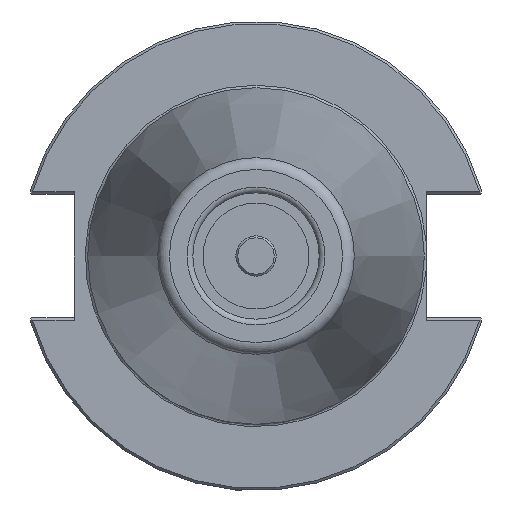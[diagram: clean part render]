
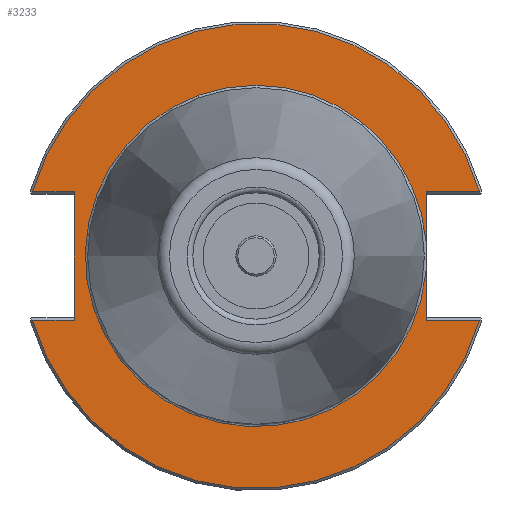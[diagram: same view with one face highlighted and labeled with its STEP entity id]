
A CAD part, left-side view. The second image highlights one B-rep face of the part: STEP entity #3233.
In plain terms, the highlighted planar face has unit normal (-1, 0, 0).
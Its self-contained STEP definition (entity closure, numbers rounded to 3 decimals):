
#123=PLANE('',#3521);
#276=LINE('',#5103,#548);
#284=LINE('',#5145,#556);
#285=LINE('',#5150,#557);
#286=LINE('',#5152,#558);
#287=LINE('',#5153,#559);
#288=LINE('',#5155,#560);
#289=LINE('',#5160,#561);
#548=VECTOR('',#4038,10.);
#556=VECTOR('',#4060,10.);
#557=VECTOR('',#4065,10.);
#558=VECTOR('',#4066,10.);
#559=VECTOR('',#4067,10.);
#560=VECTOR('',#4068,10.);
#561=VECTOR('',#4073,10.);
#852=FACE_OUTER_BOUND('',#1054,.T.);
#1054=EDGE_LOOP('',(#2469,#2470,#2471,#2472,#2473,#2474,#2475,#2476,#2477,
#2478,#2479));
#1295=CIRCLE('',#3519,48.25);
#1296=CIRCLE('',#3522,48.25);
#1297=CIRCLE('',#3523,35.429);
#1298=CIRCLE('',#3524,35.429);
#1495=VERTEX_POINT('',#5098);
#1496=VERTEX_POINT('',#5102);
#1504=VERTEX_POINT('',#5127);
#1505=VERTEX_POINT('',#5131);
#1508=VERTEX_POINT('',#5143);
#1509=VERTEX_POINT('',#5147);
#1510=VERTEX_POINT('',#5149);
#1511=VERTEX_POINT('',#5151);
#1512=VERTEX_POINT('',#5154);
#1513=VERTEX_POINT('',#5156);
#1514=VERTEX_POINT('',#5158);
#1850=EDGE_CURVE('',#1495,#1496,#276,.T.);
#1861=EDGE_CURVE('',#1504,#1505,#1295,.T.);
#1866=EDGE_CURVE('',#1508,#1504,#284,.T.);
#1867=EDGE_CURVE('',#1509,#1495,#1296,.T.);
#1868=EDGE_CURVE('',#1510,#1509,#285,.T.);
#1869=EDGE_CURVE('',#1510,#1511,#286,.T.);
#1870=EDGE_CURVE('',#1505,#1511,#287,.T.);
#1871=EDGE_CURVE('',#1508,#1512,#288,.T.);
#1872=EDGE_CURVE('',#1512,#1513,#1297,.T.);
#1873=EDGE_CURVE('',#1513,#1514,#1298,.T.);
#1874=EDGE_CURVE('',#1514,#1496,#289,.T.);
#2469=ORIENTED_EDGE('',*,*,#1850,.F.);
#2470=ORIENTED_EDGE('',*,*,#1867,.F.);
#2471=ORIENTED_EDGE('',*,*,#1868,.F.);
#2472=ORIENTED_EDGE('',*,*,#1869,.T.);
#2473=ORIENTED_EDGE('',*,*,#1870,.F.);
#2474=ORIENTED_EDGE('',*,*,#1861,.F.);
#2475=ORIENTED_EDGE('',*,*,#1866,.F.);
#2476=ORIENTED_EDGE('',*,*,#1871,.T.);
#2477=ORIENTED_EDGE('',*,*,#1872,.T.);
#2478=ORIENTED_EDGE('',*,*,#1873,.T.);
#2479=ORIENTED_EDGE('',*,*,#1874,.T.);
#3233=ADVANCED_FACE('',(#852),#123,.T.);
#3519=AXIS2_PLACEMENT_3D('',#5132,#4054,#4055);
#3521=AXIS2_PLACEMENT_3D('',#5146,#4061,#4062);
#3522=AXIS2_PLACEMENT_3D('',#5148,#4063,#4064);
#3523=AXIS2_PLACEMENT_3D('',#5157,#4069,#4070);
#3524=AXIS2_PLACEMENT_3D('',#5159,#4071,#4072);
#4038=DIRECTION('',(0.,1.,0.));
#4054=DIRECTION('center_axis',(1.,0.,0.));
#4055=DIRECTION('ref_axis',(0.,0.,-1.));
#4060=DIRECTION('',(0.,-1.,0.));
#4061=DIRECTION('center_axis',(-1.,0.,0.));
#4062=DIRECTION('ref_axis',(0.,0.,1.));
#4063=DIRECTION('center_axis',(1.,0.,0.));
#4064=DIRECTION('ref_axis',(0.,0.,-1.));
#4065=DIRECTION('',(0.,1.,0.));
#4066=DIRECTION('',(0.,0.,-1.));
#4067=DIRECTION('',(0.,-1.,0.));
#4068=DIRECTION('',(0.,0.,1.));
#4069=DIRECTION('center_axis',(1.,0.,0.));
#4070=DIRECTION('ref_axis',(0.,0.,-1.));
#4071=DIRECTION('center_axis',(1.,0.,0.));
#4072=DIRECTION('ref_axis',(0.,0.,-1.));
#4073=DIRECTION('',(0.,0.,1.));
#5098=CARTESIAN_POINT('',(3.175,-46.373,13.325));
#5102=CARTESIAN_POINT('',(3.175,-35.3,13.325));
#5103=CARTESIAN_POINT('',(3.175,6.475,13.325));
#5127=CARTESIAN_POINT('',(3.175,-46.373,-13.325));
#5131=CARTESIAN_POINT('',(3.175,46.373,-13.325));
#5132=CARTESIAN_POINT('Origin',(3.175,0.,
0.));
#5143=CARTESIAN_POINT('',(3.175,-35.3,-13.325));
#5145=CARTESIAN_POINT('',(3.175,-13.707,-13.325));
#5146=CARTESIAN_POINT('Origin',(3.175,48.25,0.));
#5147=CARTESIAN_POINT('',(3.175,46.373,13.325));
#5148=CARTESIAN_POINT('Origin',(3.175,0.,
0.));
#5149=CARTESIAN_POINT('',(3.175,37.7,13.325));
#5150=CARTESIAN_POINT('',(3.175,61.395,13.325));
#5151=CARTESIAN_POINT('',(3.175,37.7,-13.325));
#5152=CARTESIAN_POINT('',(3.175,37.7,6.413));
#5153=CARTESIAN_POINT('',(3.175,42.975,-13.325));
#5154=CARTESIAN_POINT('',(3.175,-35.3,-3.016));
#5155=CARTESIAN_POINT('',(3.175,-35.3,-6.413));
#5156=CARTESIAN_POINT('',(3.175,0.,35.429));
#5157=CARTESIAN_POINT('Origin',(3.175,0.,
0.));
#5158=CARTESIAN_POINT('',(3.175,-35.3,3.016));
#5159=CARTESIAN_POINT('Origin',(3.175,0.,
0.));
#5160=CARTESIAN_POINT('',(3.175,-35.3,-6.413));
